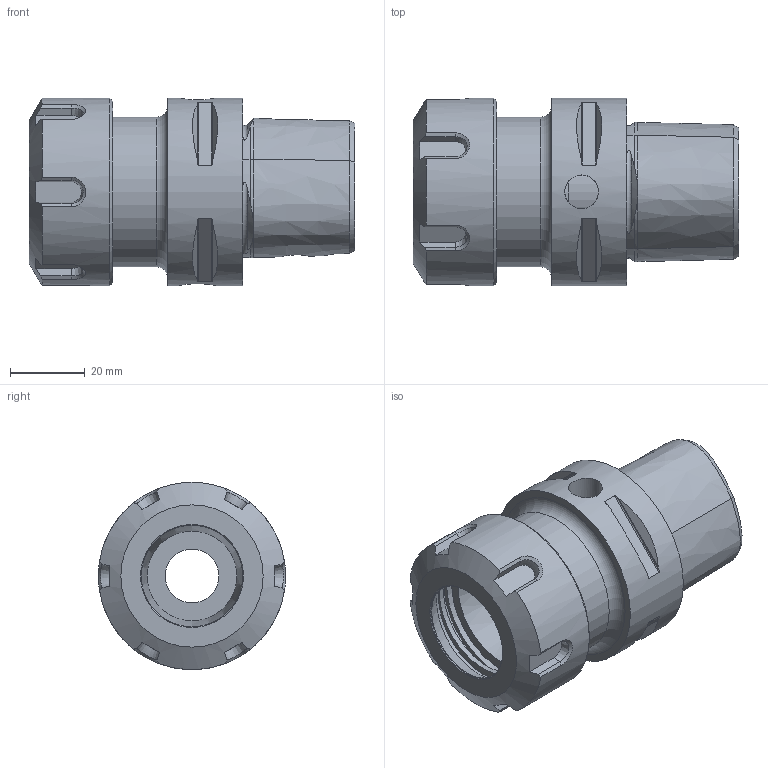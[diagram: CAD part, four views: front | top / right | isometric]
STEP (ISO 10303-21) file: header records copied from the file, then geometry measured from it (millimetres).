
FILE_DESCRIPTION(/* description */ (''),/* implementation_level */ '2;1');
FILE_NAME(/* name */ '05_20_2_57.stp',/* time_stamp */ '2022-05-25T14:09:00+02:00',/* author */ ('cad'),/* organization */ (''),/* preprocessor_version */ 'ST-DEVELOPER v18.1',/* originating_system */ 'Autodesk Inventor 2021',/* authorisation */ '');
FILE_SCHEMA (('AUTOMOTIVE_DESIGN { 1 0 10303 214 3 1 1 }'));
Length unit declared in the file: inch
Products named in the file (1): 05_20_2_57_Shrinkwrap_1
Bounding box: 87 x 50 x 50 mm (x, y, z)
Volume: 82936.4 mm3; surface area: 25289 mm2
Topology: 1 solids, 1 shells, 158 faces, 423 edges, 281 vertices
Faces by surface type: plane 58, bspline 38, cone 29, cylinder 29, torus 4
Full cylindrical faces by diameter (mm): 5 x1, 6.1 x2, 9 x1, 10 x1, 14.376 x1, 16.3 x1, 21 x2, 24 x2, 27.1 x1, 32.75 x1, 38.376 x1, 40 x1, 40.5 x1, 50 x2
Entity records: 6659 total; most frequent: CARTESIAN_POINT 2822, ORIENTED_EDGE 840, DIRECTION 632, EDGE_CURVE 420, VERTEX_POINT 281, AXIS2_PLACEMENT_3D 267, EDGE_LOOP 179, STYLED_ITEM 159
